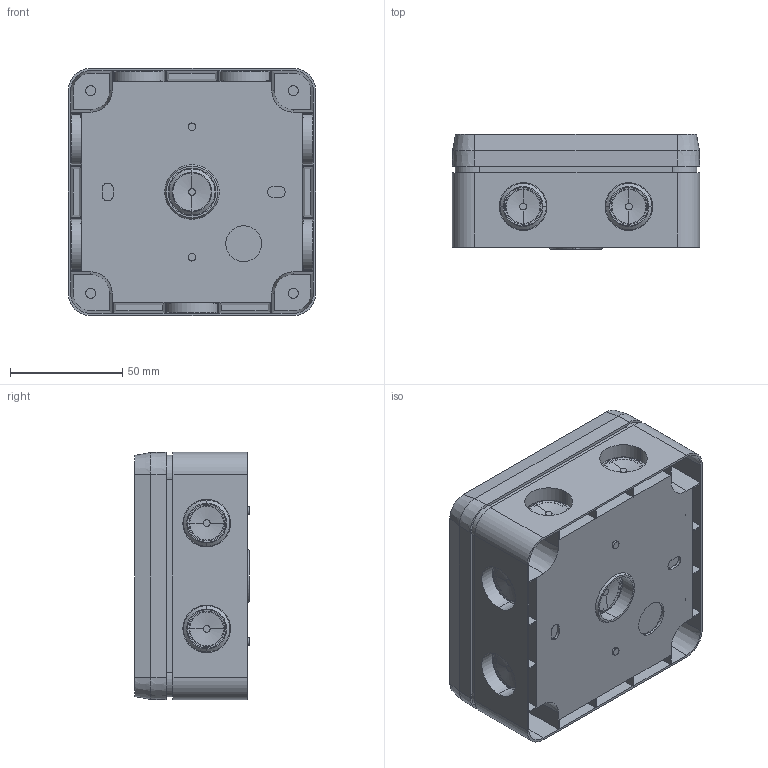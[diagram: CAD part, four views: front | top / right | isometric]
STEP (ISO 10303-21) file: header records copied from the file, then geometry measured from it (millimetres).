
FILE_DESCRIPTION (( 'STEP AP214' ), '1' );
FILE_NAME ('2001802.stp', '2020-12-01T14:59:31', ( '' ), ( '' ), 'SwSTEP 2.0', 'SolidWorks 2020', '' );
FILE_SCHEMA (( 'AUTOMOTIVE_DESIGN' ));
Length unit declared in the file: millimetre
Products named in the file (10): ED170-01-02_Pg16; ED170-01_Pg16; ED170-01-01_Pg16; EV535-16_Standard; ED170-02_LGR; 2001802; ED170-05_LGR; ED170-04_Standard; 0066173_Standard; 0013424_Standard
Assembly tree (12 placements, depth 3):
  2001802
    ED170-01_Pg16
      ED170-01-01_Pg16
      ED170-01-02_Pg16
    ED170-02_LGR
    ED170-04_Standard
    ED170-05_LGR  x4
    0066173_Standard
      0013424_Standard
    EV535-16_Standard
Bounding box: 110 x 51.1 x 110 mm (x, y, z)
Volume: 139304.3 mm3; surface area: 163984.5 mm2
Topology: 28 solids, 32 shells, 1202 faces, 2993 edges, 1962 vertices
Faces by surface type: plane 748, cylinder 313, cone 112, bspline 23, sphere 6
Entity records: 35718 total; most frequent: CARTESIAN_POINT 6716, DIRECTION 5880, ORIENTED_EDGE 5878, EDGE_CURVE 2939, LINE 2012, VECTOR 2012, AXIS2_PLACEMENT_3D 1934, VERTEX_POINT 1926
